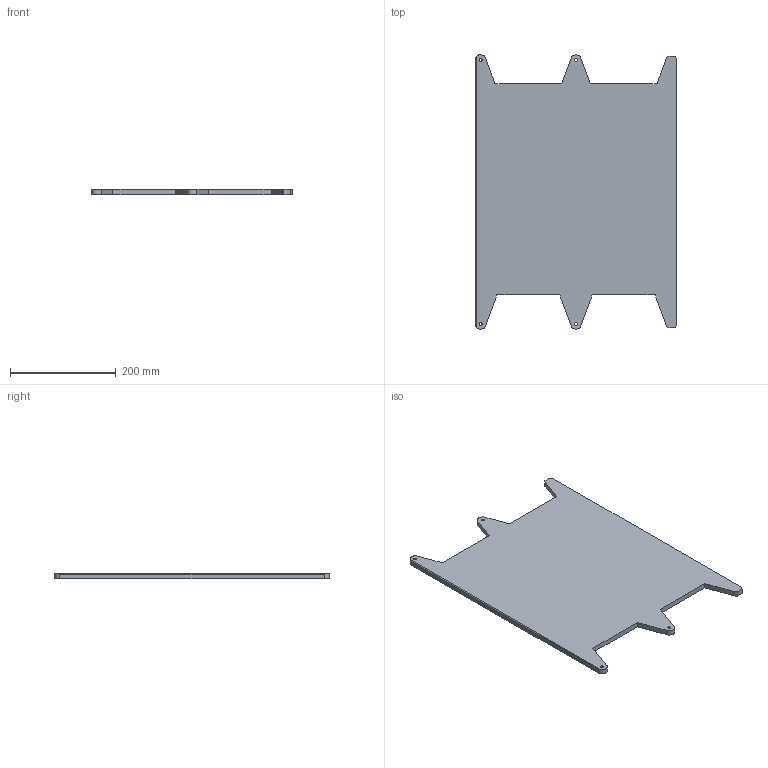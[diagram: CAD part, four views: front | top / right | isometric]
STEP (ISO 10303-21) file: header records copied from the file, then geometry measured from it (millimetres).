
FILE_DESCRIPTION(/* description */ (''),/* implementation_level */ '2;1');
FILE_NAME(/* name */ '1-Cold Build Plate v3.step',/* time_stamp */ '2019-04-16T19:58:07+02:00',/* author */ ('3D-Gussner'),/* organization */ (''),/* preprocessor_version */ 'ST-DEVELOPER v18',/* originating_system */ 'Autodesk Translation Framework v8.2.0.1029',/* authorisation */ '');
FILE_SCHEMA (('AUTOMOTIVE_DESIGN { 1 0 10303 214 3 1 1 }'));
Length unit declared in the file: millimetre
Products named in the file (1): 1-Cold Build Plate
Bounding box: 381 x 520 x 10 mm (x, y, z)
Volume: 1631165.6 mm3; surface area: 347689.1 mm2
Topology: 1 solids, 1 shells, 31 faces, 87 edges, 58 vertices
Faces by surface type: plane 18, cylinder 13
Full cylindrical faces by diameter (mm): 5.5 x4
Entity records: 1060 total; most frequent: CARTESIAN_POINT 187, ORIENTED_EDGE 174, DIRECTION 173, EDGE_CURVE 87, LINE 61, VECTOR 61, VERTEX_POINT 58, AXIS2_PLACEMENT_3D 56
